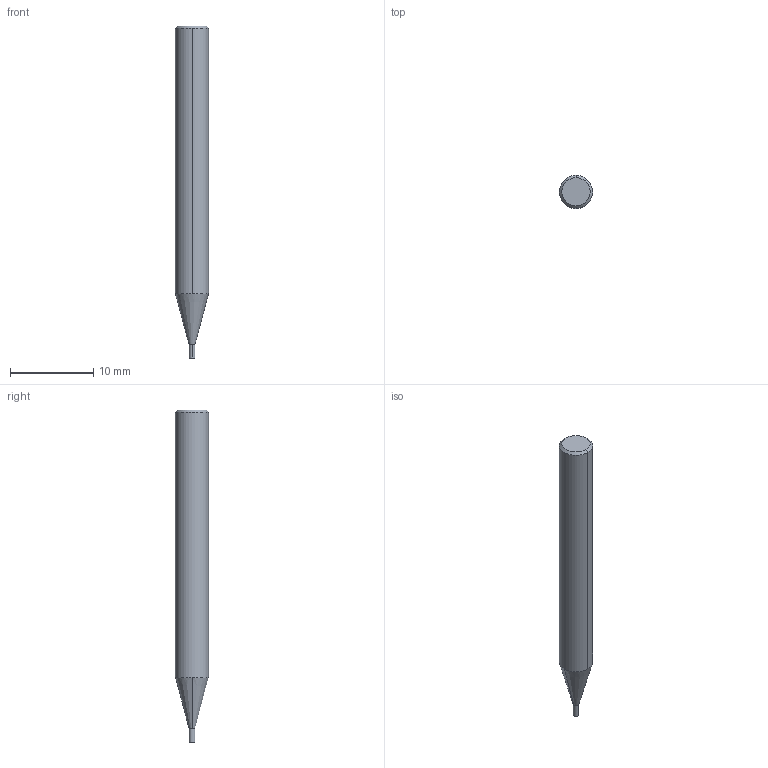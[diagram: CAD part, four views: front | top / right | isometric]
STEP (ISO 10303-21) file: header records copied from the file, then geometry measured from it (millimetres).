
FILE_DESCRIPTION(('no description'),'unknown implementation level');
FILE_NAME('16975007-Huellk.stp',' ',('CIM GmbH Aachen'),('CADClick - KiM GmbH - www.kimweb.de'),'unknown preprocess','ACIS','unknown authorization');
FILE_SCHEMA(('automotive_design'));
Length unit declared in the file: millimetre
Products named in the file (2): 1; 2
Bounding box: 4 x 4 x 40 mm (x, y, z)
Volume: 436.3 mm3; surface area: 467.1 mm2
Topology: 2 solids, 2 shells, 12 faces, 22 edges, 14 vertices
Faces by surface type: cone 4, cylinder 4, plane 4
Entity records: 641 total; most frequent: DIRECTION 70, CARTESIAN_POINT 53, STYLED_ITEM 50, PRESENTATION_STYLE_ASSIGNMENT 50, COLOUR_RGB 50, ORIENTED_EDGE 44, AXIS2_PLACEMENT_3D 31, EDGE_CURVE 22
